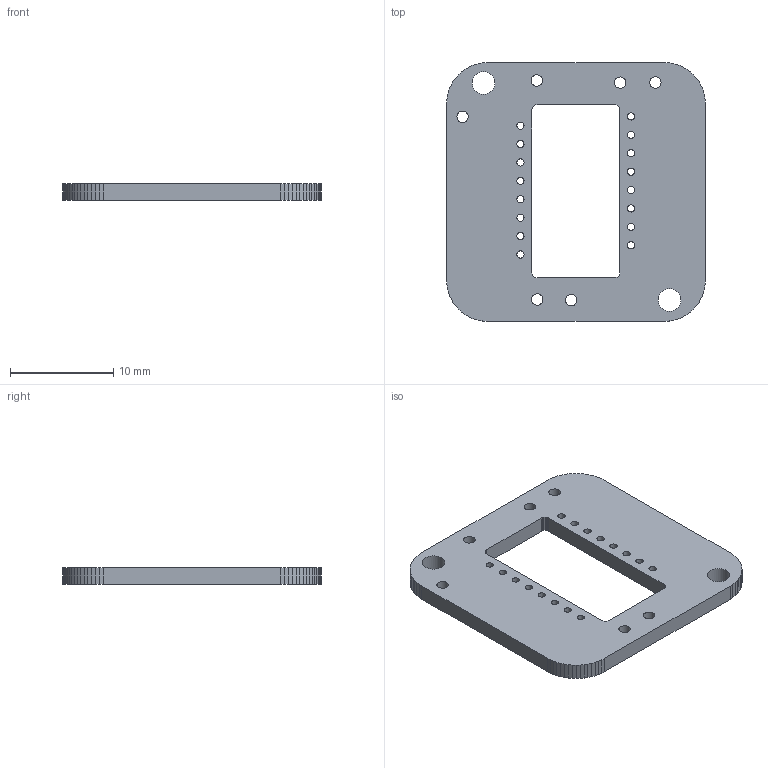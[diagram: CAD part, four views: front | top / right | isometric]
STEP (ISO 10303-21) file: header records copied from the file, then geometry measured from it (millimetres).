
FILE_DESCRIPTION(('KiCad electronic assembly'),'2;1');
FILE_NAME('vik-pmw3360-xs.step','2023-11-25T22:45:05',('Pcbnew'),( 'Kicad'),'Open CASCADE STEP processor 7.6','KiCad to STEP converter' ,'Unknown');
FILE_SCHEMA(('AUTOMOTIVE_DESIGN { 1 0 10303 214 1 1 1 1 }'));
Length unit declared in the file: millimetre
Products named in the file (2): vik-pmw3360-xs 1; pmw3360 PCB
Assembly tree (1 placements, depth 2):
  vik-pmw3360-xs 1
    pmw3360 PCB
Bounding box: 25 x 25.03 x 1.58 mm (x, y, z)
Volume: 712.2 mm3; surface area: 1237.5 mm2
Topology: 1 solids, 1 shells, 122 faces, 360 edges, 240 vertices
Faces by surface type: plane 98, cylinder 24
Full cylindrical faces by diameter (mm): 0.7 x16, 1.1 x6, 2.2 x2
Entity records: 9003 total; most frequent: CARTESIAN_POINT 1732, DIRECTION 1328, LINE 984, VECTOR 984, ORIENTED_EDGE 720, PCURVE 720, DEFINITIONAL_REPRESENTATION 720, EDGE_CURVE 360
